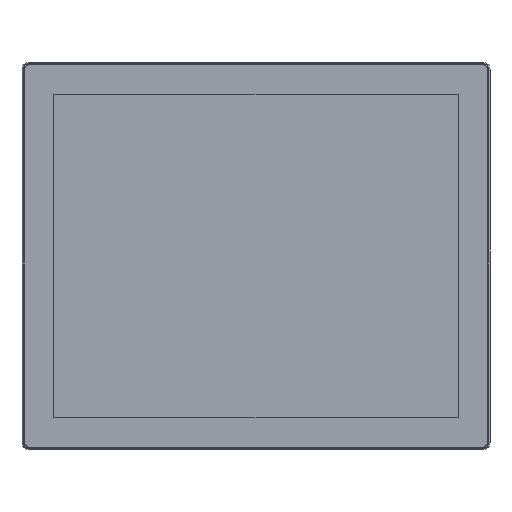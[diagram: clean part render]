
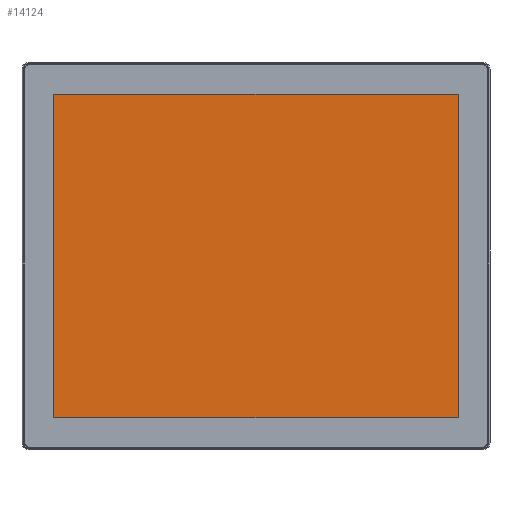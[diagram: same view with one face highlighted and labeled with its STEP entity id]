
A CAD part, top view. The second image highlights one B-rep face of the part: STEP entity #14124.
In plain terms, the highlighted planar face has unit normal (0, 0, 1).
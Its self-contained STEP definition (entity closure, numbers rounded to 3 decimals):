
#1619 = VECTOR ( 'NONE', #6614, 1000. ) ;
#1733 = ORIENTED_EDGE ( 'NONE', *, *, #6751, .T. ) ;
#3025 = CARTESIAN_POINT ( 'NONE',  ( -169.41, -135.62, 4.1 ) ) ;
#3570 = EDGE_LOOP ( 'NONE', ( #18921, #12417, #1733, #9051 ) ) ;
#5135 = VERTEX_POINT ( 'NONE', #12747 ) ;
#5762 = AXIS2_PLACEMENT_3D ( 'NONE', #25773, #25730, #25645 ) ;
#5969 = FACE_OUTER_BOUND ( 'NONE', #3570, .T. ) ;
#6508 = EDGE_CURVE ( 'NONE', #27534, #8358, #30408, .T. ) ;
#6614 = DIRECTION ( 'NONE',  ( 0., -1., 0. ) ) ;
#6751 = EDGE_CURVE ( 'NONE', #5135, #10771, #7909, .T. ) ;
#7011 = CARTESIAN_POINT ( 'NONE',  ( -169.41, 135.72, 4.1 ) ) ;
#7909 = LINE ( 'NONE', #7011, #1619 ) ;
#8358 = VERTEX_POINT ( 'NONE', #34706 ) ;
#9051 = ORIENTED_EDGE ( 'NONE', *, *, #29735, .T. ) ;
#10771 = VERTEX_POINT ( 'NONE', #3025 ) ;
#12417 = ORIENTED_EDGE ( 'NONE', *, *, #19988, .T. ) ;
#12747 = CARTESIAN_POINT ( 'NONE',  ( -169.41, 135.72, 4.1 ) ) ;
#13704 = CARTESIAN_POINT ( 'NONE',  ( 169.51, -135.62, 4.1 ) ) ;
#14124 = ADVANCED_FACE ( 'NONE', ( #5969 ), #26030, .T. ) ;
#17641 = LINE ( 'NONE', #24375, #24940 ) ;
#18921 = ORIENTED_EDGE ( 'NONE', *, *, #6508, .T. ) ;
#19988 = EDGE_CURVE ( 'NONE', #8358, #5135, #17641, .T. ) ;
#21142 = DIRECTION ( 'NONE',  ( 1., 0., 0. ) ) ;
#21614 = CARTESIAN_POINT ( 'NONE',  ( -169.41, -135.62, 4.1 ) ) ;
#24197 = VECTOR ( 'NONE', #21142, 1000. ) ;
#24375 = CARTESIAN_POINT ( 'NONE',  ( 169.51, 135.72, 4.1 ) ) ;
#24940 = VECTOR ( 'NONE', #27738, 1000. ) ;
#25645 = DIRECTION ( 'NONE',  ( -1., 0., 0. ) ) ;
#25730 = DIRECTION ( 'NONE',  ( 0., 0., 1. ) ) ;
#25773 = CARTESIAN_POINT ( 'NONE',  ( 0.05, 0.05, 4.1 ) ) ;
#26030 = PLANE ( 'NONE',  #5762 ) ;
#27534 = VERTEX_POINT ( 'NONE', #13704 ) ;
#27738 = DIRECTION ( 'NONE',  ( -1., 0., 0. ) ) ;
#29735 = EDGE_CURVE ( 'NONE', #10771, #27534, #33676, .T. ) ;
#30408 = LINE ( 'NONE', #34813, #31635 ) ;
#31635 = VECTOR ( 'NONE', #34742, 1000. ) ;
#33676 = LINE ( 'NONE', #21614, #24197 ) ;
#34706 = CARTESIAN_POINT ( 'NONE',  ( 169.51, 135.72, 4.1 ) ) ;
#34742 = DIRECTION ( 'NONE',  ( 0., 1., 0. ) ) ;
#34813 = CARTESIAN_POINT ( 'NONE',  ( 169.51, -135.62, 4.1 ) ) ;
